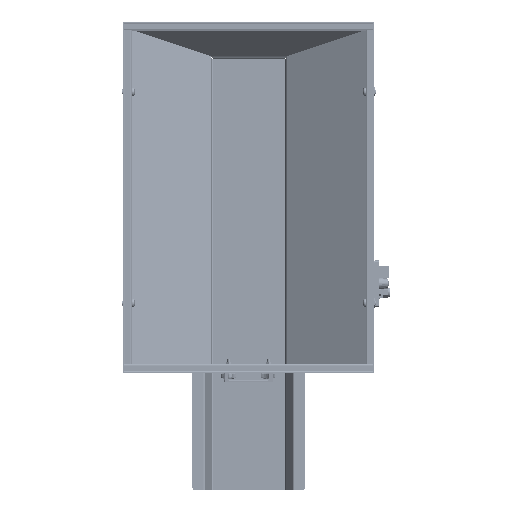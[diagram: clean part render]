
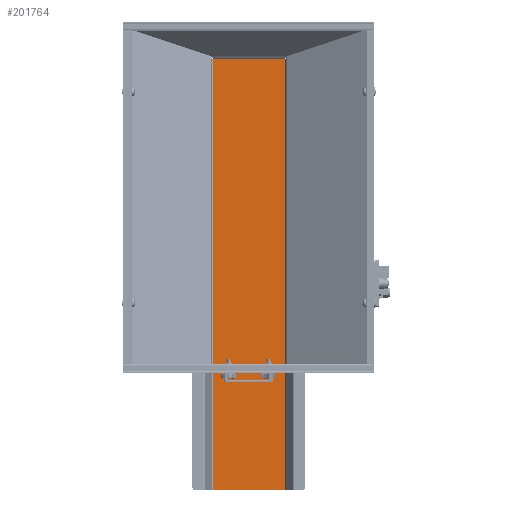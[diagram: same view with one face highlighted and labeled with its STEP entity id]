
A CAD part, top view. The second image highlights one B-rep face of the part: STEP entity #201764.
In plain terms, the highlighted planar face has unit normal (0, 0, 1).
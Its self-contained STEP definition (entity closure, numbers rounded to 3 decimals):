
#3853=PLANE('',#216156);
#15753=FACE_OUTER_BOUND('',#27060,.T.);
#27060=EDGE_LOOP('',(#155474,#155475,#155476,#155477));
#41249=LINE('',#325924,#61017);
#41254=LINE('',#325939,#61022);
#41259=LINE('',#325953,#61027);
#41260=LINE('',#325956,#61028);
#61017=VECTOR('',#249782,10.);
#61022=VECTOR('',#249805,10.);
#61027=VECTOR('',#249826,10.);
#61028=VECTOR('',#249831,10.);
#89700=VERTEX_POINT('',#325914);
#89701=VERTEX_POINT('',#325919);
#89702=VERTEX_POINT('',#325930);
#89703=VERTEX_POINT('',#325943);
#113666=EDGE_CURVE('',#89701,#89700,#41249,.T.);
#113673=EDGE_CURVE('',#89700,#89702,#41254,.T.);
#113680=EDGE_CURVE('',#89703,#89701,#41259,.T.);
#113681=EDGE_CURVE('',#89703,#89702,#41260,.T.);
#155474=ORIENTED_EDGE('',*,*,#113666,.T.);
#155475=ORIENTED_EDGE('',*,*,#113673,.T.);
#155476=ORIENTED_EDGE('',*,*,#113681,.F.);
#155477=ORIENTED_EDGE('',*,*,#113680,.T.);
#201764=ADVANCED_FACE('',(#15753),#3853,.T.);
#216156=AXIS2_PLACEMENT_3D('',#325957,#249832,#249833);
#249782=DIRECTION('',(-1.,0.,0.));
#249805=DIRECTION('',(0.,-1.,0.));
#249826=DIRECTION('',(0.,1.,0.));
#249831=DIRECTION('',(-1.,0.,0.));
#249832=DIRECTION('center_axis',(0.,0.,
1.));
#249833=DIRECTION('ref_axis',(0.,-1.,0.));
#325914=CARTESIAN_POINT('',(-71.931,864.931,1202.));
#325919=CARTESIAN_POINT('',(71.931,864.931,1202.));
#325924=CARTESIAN_POINT('',(-35.965,864.931,1202.));
#325930=CARTESIAN_POINT('',(-71.931,0.,1202.));
#325939=CARTESIAN_POINT('',(-71.931,217.,1202.));
#325943=CARTESIAN_POINT('',(71.931,0.,1202.));
#325953=CARTESIAN_POINT('',(71.931,649.465,1202.));
#325956=CARTESIAN_POINT('',(75.,0.,1202.));
#325957=CARTESIAN_POINT('Origin',(0.,434.,1202.));
